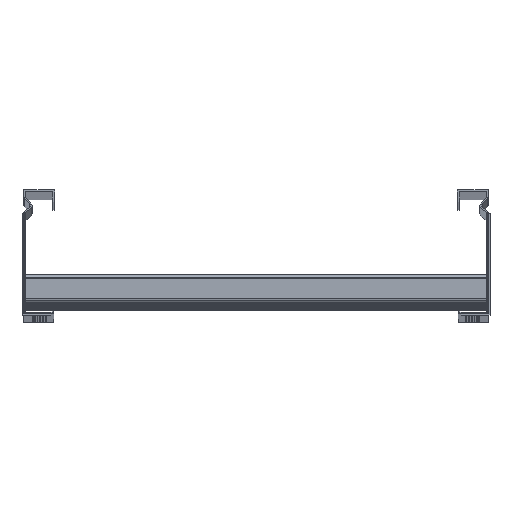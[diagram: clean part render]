
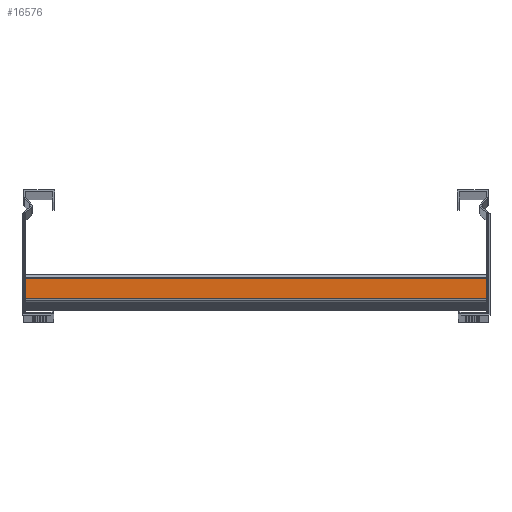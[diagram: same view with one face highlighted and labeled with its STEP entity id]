
A CAD part, top view. The second image highlights one B-rep face of the part: STEP entity #16576.
In plain terms, the highlighted face is planar.
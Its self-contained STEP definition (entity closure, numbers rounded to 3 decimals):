
#372 = VECTOR ( 'NONE', #15079, 1000. ) ;
#1284 = CARTESIAN_POINT ( 'NONE',  ( 18., 18., 149. ) ) ;
#1609 = DIRECTION ( 'NONE',  ( 0., 0., -1. ) ) ;
#1815 = EDGE_CURVE ( 'NONE', #7408, #17276, #12532, .T. ) ;
#1872 = ORIENTED_EDGE ( 'NONE', *, *, #17484, .T. ) ;
#2526 = ORIENTED_EDGE ( 'NONE', *, *, #14377, .F. ) ;
#2754 = DIRECTION ( 'NONE',  ( 1., 0., 0. ) ) ;
#2823 = DIRECTION ( 'NONE',  ( 0., 0., -1. ) ) ;
#3179 = VECTOR ( 'NONE', #1609, 1000. ) ;
#3505 = LINE ( 'NONE', #11170, #3741 ) ;
#3741 = VECTOR ( 'NONE', #16035, 1000. ) ;
#3881 = CARTESIAN_POINT ( 'NONE',  ( 18., 2.5, 149. ) ) ;
#4164 = ORIENTED_EDGE ( 'NONE', *, *, #1815, .T. ) ;
#4918 = CARTESIAN_POINT ( 'NONE',  ( 18., 15.5, 149. ) ) ;
#4939 = AXIS2_PLACEMENT_3D ( 'NONE', #1284, #2754, #2823 ) ;
#6597 = CARTESIAN_POINT ( 'NONE',  ( 18., 2.5, -149. ) ) ;
#6704 = LINE ( 'NONE', #4918, #3179 ) ;
#7408 = VERTEX_POINT ( 'NONE', #8019 ) ;
#7710 = CARTESIAN_POINT ( 'NONE',  ( 18., 15.5, -149. ) ) ;
#8019 = CARTESIAN_POINT ( 'NONE',  ( 18., 2.5, 149. ) ) ;
#10028 = CARTESIAN_POINT ( 'NONE',  ( 18., 18., 149. ) ) ;
#10349 = LINE ( 'NONE', #10028, #17192 ) ;
#11170 = CARTESIAN_POINT ( 'NONE',  ( 18., 18., -149. ) ) ;
#11234 = EDGE_LOOP ( 'NONE', ( #2526, #20191, #1872, #4164 ) ) ;
#12392 = FACE_OUTER_BOUND ( 'NONE', #11234, .T. ) ;
#12532 = LINE ( 'NONE', #3881, #372 ) ;
#12964 = VERTEX_POINT ( 'NONE', #15175 ) ;
#14319 = PLANE ( 'NONE',  #4939 ) ;
#14377 = EDGE_CURVE ( 'NONE', #18113, #17276, #3505, .T. ) ;
#14966 = DIRECTION ( 'NONE',  ( 0., -1., 0. ) ) ;
#15079 = DIRECTION ( 'NONE',  ( 0., 0., -1. ) ) ;
#15175 = CARTESIAN_POINT ( 'NONE',  ( 18., 15.5, 149. ) ) ;
#16035 = DIRECTION ( 'NONE',  ( 0., -1., 0. ) ) ;
#16576 = ADVANCED_FACE ( 'NONE', ( #12392 ), #14319, .T. ) ;
#17192 = VECTOR ( 'NONE', #14966, 1000. ) ;
#17276 = VERTEX_POINT ( 'NONE', #6597 ) ;
#17484 = EDGE_CURVE ( 'NONE', #12964, #7408, #10349, .T. ) ;
#18113 = VERTEX_POINT ( 'NONE', #7710 ) ;
#18899 = EDGE_CURVE ( 'NONE', #12964, #18113, #6704, .T. ) ;
#20191 = ORIENTED_EDGE ( 'NONE', *, *, #18899, .F. ) ;
